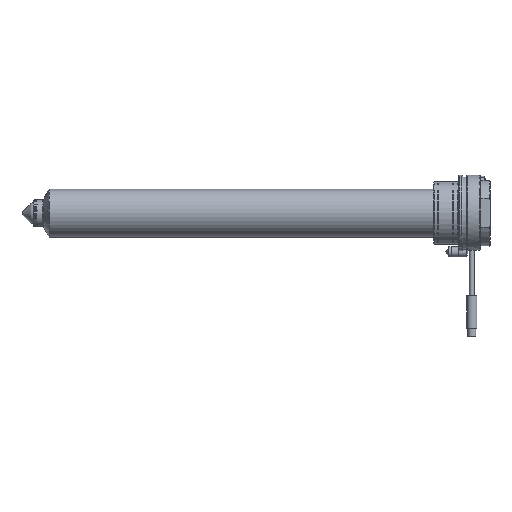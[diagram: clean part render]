
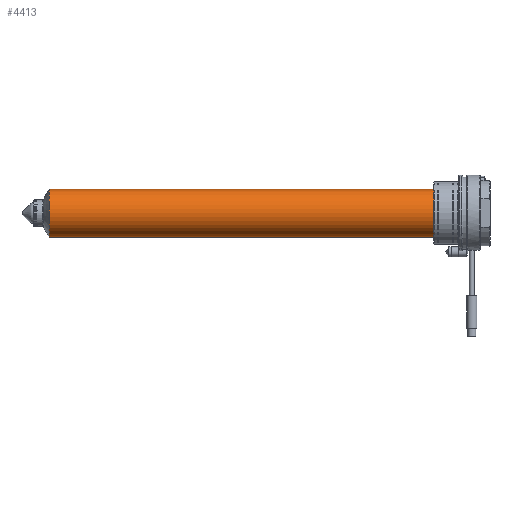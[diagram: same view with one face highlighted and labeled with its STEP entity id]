
A CAD part, top view. The second image highlights one B-rep face of the part: STEP entity #4413.
In plain terms, the highlighted cylindrical face has radius 14.5 mm (diameter 29 mm), a partial arc.
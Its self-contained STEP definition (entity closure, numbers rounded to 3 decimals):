
#685 = CARTESIAN_POINT ( 'NONE',  ( 0., 0., -16.464 ) ) ;
#857 = ORIENTED_EDGE ( 'NONE', *, *, #13047, .T. ) ;
#869 = CARTESIAN_POINT ( 'NONE',  ( 0., 0., 0. ) ) ;
#1252 = CARTESIAN_POINT ( 'NONE',  ( 0., 0., -250. ) ) ;
#2222 = CARTESIAN_POINT ( 'NONE',  ( 14.5, 0., 0. ) ) ;
#3129 = LINE ( 'NONE', #13869, #9663 ) ;
#3559 = DIRECTION ( 'NONE',  ( 0., 0., -1. ) ) ;
#4413 = ADVANCED_FACE ( 'NONE', ( #6391 ), #6794, .T. ) ;
#4798 = AXIS2_PLACEMENT_3D ( 'NONE', #1252, #14419, #15865 ) ;
#5794 = VERTEX_POINT ( 'NONE', #10855 ) ;
#6075 = DIRECTION ( 'NONE',  ( 0., 0., -1. ) ) ;
#6167 = VERTEX_POINT ( 'NONE', #7193 ) ;
#6391 = FACE_OUTER_BOUND ( 'NONE', #12526, .T. ) ;
#6794 = CYLINDRICAL_SURFACE ( 'NONE', #9756, 14.5 ) ;
#6891 = ORIENTED_EDGE ( 'NONE', *, *, #16324, .T. ) ;
#6971 = VERTEX_POINT ( 'NONE', #6998 ) ;
#6998 = CARTESIAN_POINT ( 'NONE',  ( -14.5, 0., -250. ) ) ;
#7139 = CARTESIAN_POINT ( 'NONE',  ( -14.5, 0., -16.464 ) ) ;
#7193 = CARTESIAN_POINT ( 'NONE',  ( 14.5, 0., -16.464 ) ) ;
#9663 = VECTOR ( 'NONE', #15194, 1000. ) ;
#9689 = ORIENTED_EDGE ( 'NONE', *, *, #14563, .F. ) ;
#9756 = AXIS2_PLACEMENT_3D ( 'NONE', #869, #16937, #11583 ) ;
#9802 = VERTEX_POINT ( 'NONE', #7139 ) ;
#10118 = AXIS2_PLACEMENT_3D ( 'NONE', #685, #6075, #12625 ) ;
#10496 = VECTOR ( 'NONE', #3559, 1000. ) ;
#10855 = CARTESIAN_POINT ( 'NONE',  ( 14.5, 0., -250. ) ) ;
#11376 = EDGE_CURVE ( 'NONE', #6971, #5794, #13258, .T. ) ;
#11583 = DIRECTION ( 'NONE',  ( -1., 0., 0. ) ) ;
#11719 = CIRCLE ( 'NONE', #10118, 14.5 ) ;
#11973 = LINE ( 'NONE', #2222, #10496 ) ;
#12376 = ORIENTED_EDGE ( 'NONE', *, *, #11376, .F. ) ;
#12526 = EDGE_LOOP ( 'NONE', ( #6891, #857, #12376, #9689 ) ) ;
#12625 = DIRECTION ( 'NONE',  ( -1., 0., 0. ) ) ;
#13047 = EDGE_CURVE ( 'NONE', #6167, #5794, #11973, .T. ) ;
#13258 = CIRCLE ( 'NONE', #4798, 14.5 ) ;
#13869 = CARTESIAN_POINT ( 'NONE',  ( -14.5, 0., 0. ) ) ;
#14419 = DIRECTION ( 'NONE',  ( 0., 0., -1. ) ) ;
#14563 = EDGE_CURVE ( 'NONE', #9802, #6971, #3129, .T. ) ;
#15194 = DIRECTION ( 'NONE',  ( 0., 0., -1. ) ) ;
#15865 = DIRECTION ( 'NONE',  ( -1., 0., 0. ) ) ;
#16324 = EDGE_CURVE ( 'NONE', #9802, #6167, #11719, .T. ) ;
#16937 = DIRECTION ( 'NONE',  ( 0., 0., -1. ) ) ;
